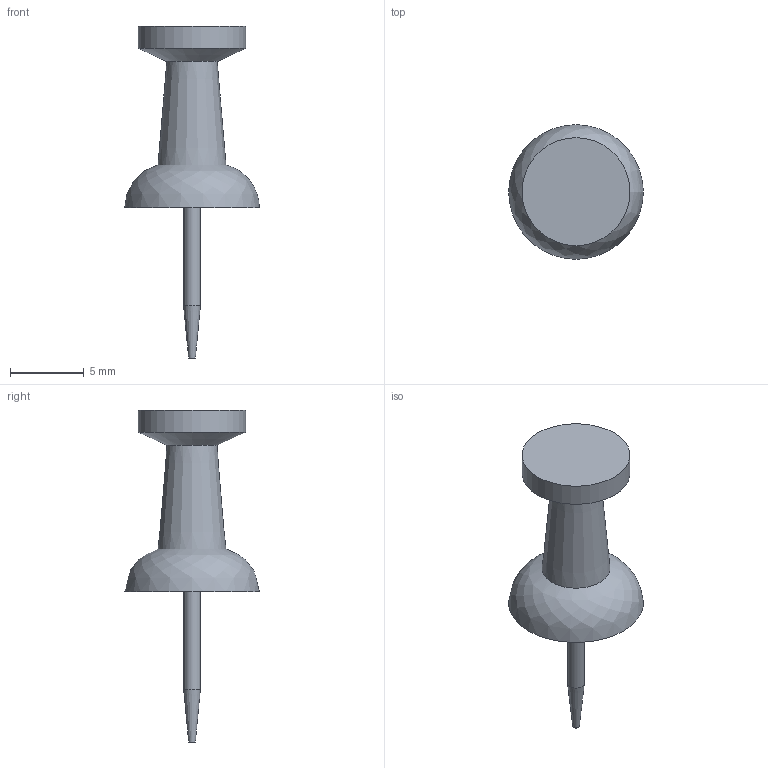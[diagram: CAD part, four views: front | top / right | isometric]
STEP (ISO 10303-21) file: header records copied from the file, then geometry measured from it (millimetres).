
FILE_DESCRIPTION(('FreeCAD Model'),'2;1');
FILE_NAME('pushpin-model-I.step','2017-03-20T07:58:04',('Author'),( ''),'Open CASCADE STEP processor 6.8','FreeCAD','Unknown');
FILE_SCHEMA(('AUTOMOTIVE_DESIGN_CC2 { 1 2 10303 214 -1 1 5 4 }'));
Length unit declared in the file: millimetre
Products named in the file (3): ASSEMBLY; Handle; Pin
Assembly tree (2 placements, depth 2):
  ASSEMBLY
    Handle
    Pin
Bounding box: 9.1 x 9.1 x 22.45 mm (x, y, z)
Volume: 327.6 mm3; surface area: 399.4 mm2
Topology: 2 solids, 2 shells, 12 faces, 17 edges, 10 vertices
Faces by surface type: plane 5, cylinder 3, cone 3, revolution 1
Full cylindrical faces by diameter (mm): 1.15 x1, 1.3 x1, 7.3 x1
Entity records: 572 total; most frequent: CARTESIAN_POINT 102, DIRECTION 91, ORIENTED_EDGE 34, PCURVE 34, DEFINITIONAL_REPRESENTATION 34, LINE 32, VECTOR 32, AXIS2_PLACEMENT_3D 26
